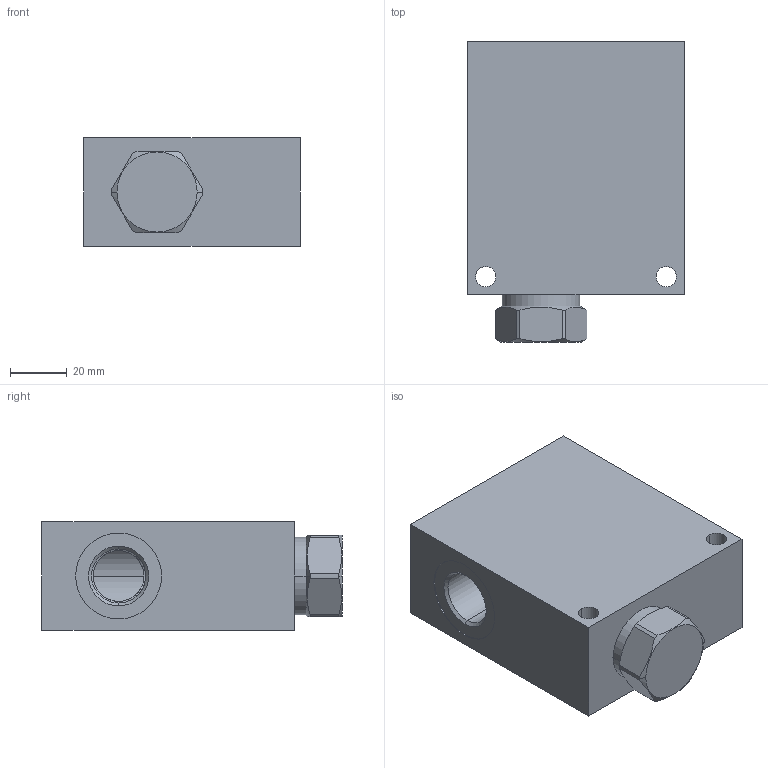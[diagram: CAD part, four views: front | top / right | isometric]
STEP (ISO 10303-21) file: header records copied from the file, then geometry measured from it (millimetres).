
FILE_DESCRIPTION((''),'2;1');
FILE_NAME('CNV_ASM','2024-04-19T',('ProEService'),(''),'PRO/ENGINEER BY PARAMETRIC TECHNOLOGY CORPORATION, 2014200','PRO/ENGINEER BY PARAMETRIC TECHNOLOGY CORPORATION, 2014200','');
FILE_SCHEMA(('CONFIG_CONTROL_DESIGN'));
Length unit declared in the file: inch
Products named in the file (3): 150-051-008; CXFAXAN; CNV_ASM
Assembly tree (2 placements, depth 2):
  CNV_ASM
    150-051-008
    CXFAXAN
Bounding box: 76.2 x 105.56 x 38.1 mm (x, y, z)
Volume: 217190.7 mm3; surface area: 45549.1 mm2
Topology: 4 solids, 4 shells, 181 faces, 557 edges, 463 vertices
Faces by surface type: cylinder 74, cone 44, plane 31, torus 24, revolution 8
Entity records: 7474 total; most frequent: CARTESIAN_POINT 2475, DIRECTION 1085, ORIENTED_EDGE 812, EDGE_CURVE 406, AXIS2_PLACEMENT_3D 402, VECTOR 273, LINE 273, VERTEX_POINT 246
